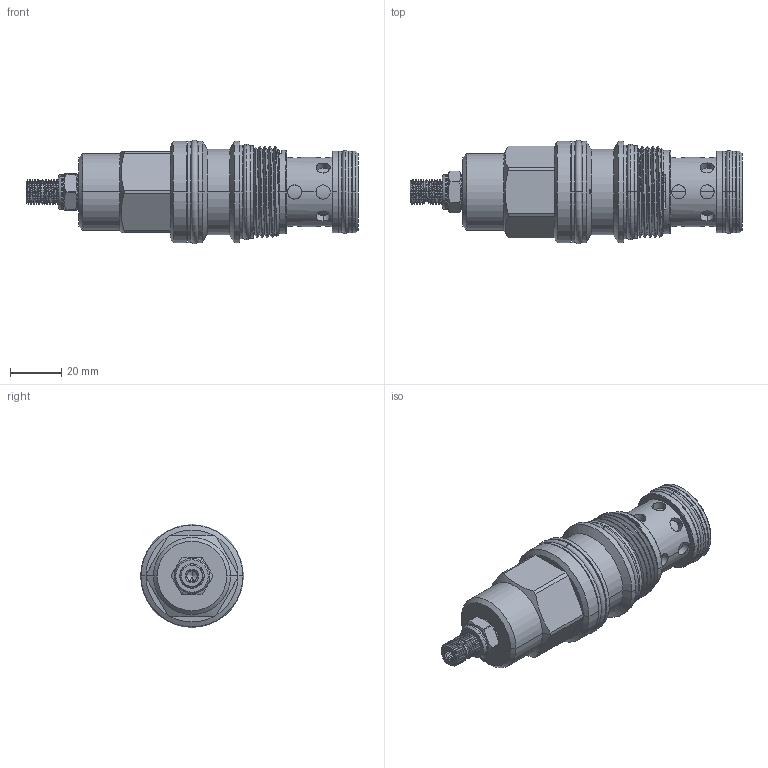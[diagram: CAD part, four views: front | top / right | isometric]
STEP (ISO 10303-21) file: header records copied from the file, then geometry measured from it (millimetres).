
FILE_DESCRIPTION (( 'STEP AP203' ), '1' );
FILE_NAME ('LO17A3A(3B)(3C)-L.STEP', '2016-05-31T08:37:13', ( '' ), ( '' ), 'SwSTEP 2.0', 'SolidWorks 2012', '' );
FILE_SCHEMA (( 'CONFIG_CONTROL_DESIGN' ));
Length unit declared in the file: millimetre
Products named in the file (1): LO17A3A(3B)(3C)-L
Bounding box: 129.38 x 40.39 x 40.39 mm (x, y, z)
Volume: 91656.8 mm3; surface area: 23033.4 mm2
Topology: 6 solids, 6 shells, 286 faces, 672 edges, 419 vertices
Faces by surface type: cylinder 147, plane 63, cone 37, torus 30, bspline 9
Entity records: 16764 total; most frequent: CARTESIAN_POINT 10394, ORIENTED_EDGE 1340, DIRECTION 1295, EDGE_CURVE 670, AXIS2_PLACEMENT_3D 538, VERTEX_POINT 419, EDGE_LOOP 317, FACE_OUTER_BOUND 286
